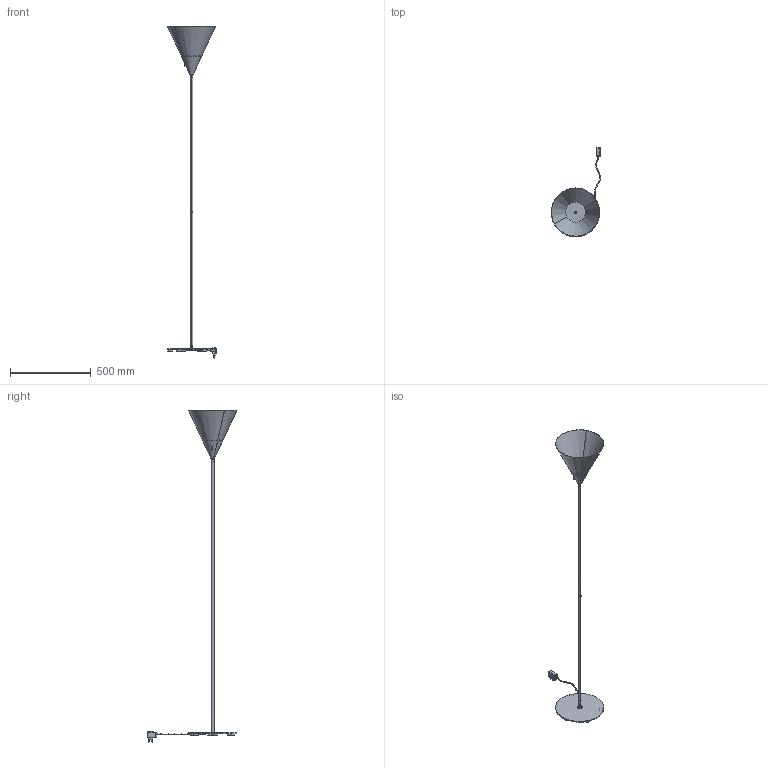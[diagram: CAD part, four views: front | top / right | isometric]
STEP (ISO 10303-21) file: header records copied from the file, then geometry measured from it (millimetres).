
FILE_DESCRIPTION (( 'STEP AP214' ), '1' );
FILE_NAME ('CONO_300_TERRA.STEP', '2020-08-12T10:07:28', ( '' ), ( '' ), 'SwSTEP 2.0', 'SolidWorks 2014', '' );
FILE_SCHEMA (( 'AUTOMOTIVE_DESIGN' ));
Length unit declared in the file: millimetre
Products named in the file (52): 048PXS_007; 050FXS_009; 048PS_001; 048PXS_005; 050FXS_010; vite tc m3x6 croce; 048PXS_009; CONO_300_TERRA; 050FXS_001; rondella dentellata d 13 int; TIGE_FILETTATA_M8X1; 050FXS_008; capocorda occh d 3; rondella dentellata d 3; 049FXS_002; 050FXS_011; guaina_termo_d10_100mm; 049FXS_003; dado basso M13X1_sp4; EMC_driver_18W_spina_con_cavo; 049FS_001; 004TM_010; 049FXS_004; CG100_ASSIEME_BASE_300
Assembly tree (29 placements, depth 3):
  050FXS_009
  048PXS_005
  050FXS_009
  050FXS_009
  vite tc m3x6 croce
Bounding box: 305.89 x 556.96 x 2057.25 mm (x, y, z)
Volume: 928084.9 mm3; surface area: 735647.7 mm2
Topology: 28 solids, 28 shells, 1191 faces, 2889 edges, 1887 vertices
Faces by surface type: plane 895, cylinder 180, cone 65, torus 44, sphere 4, bspline 3
Entity records: 35596 total; most frequent: CARTESIAN_POINT 6700, ORIENTED_EDGE 5650, DIRECTION 5486, EDGE_CURVE 2825, VECTOR 2192, LINE 2192, VERTEX_POINT 1847, AXIS2_PLACEMENT_3D 1647
